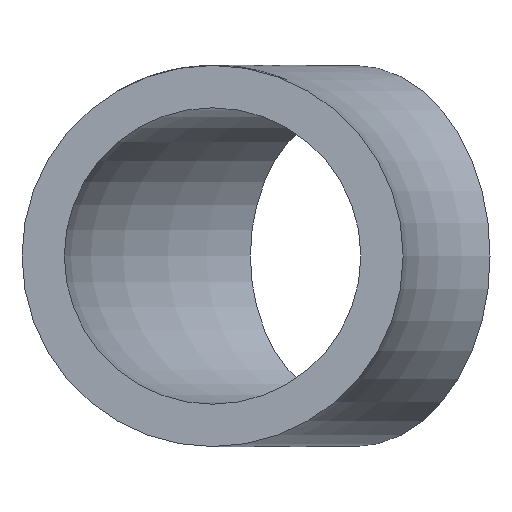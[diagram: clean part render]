
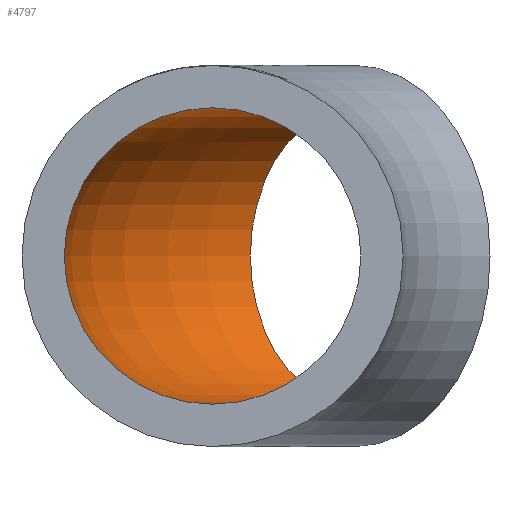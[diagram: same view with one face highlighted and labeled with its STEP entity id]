
A CAD part, front view. The second image highlights one B-rep face of the part: STEP entity #4797.
In plain terms, the highlighted toroidal (fillet/blend) face has major radius 23 mm and minor radius 7 mm.
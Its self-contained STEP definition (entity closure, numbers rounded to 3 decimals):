
#207 = DIRECTION ( 'NONE',  ( 0., 0., -1. ) ) ;
#551 = CARTESIAN_POINT ( 'NONE',  ( -21.213, 21.213, 0. ) ) ;
#933 = EDGE_LOOP ( 'NONE', ( #4176 ) ) ;
#1180 = FACE_OUTER_BOUND ( 'NONE', #933, .T. ) ;
#1679 = DIRECTION ( 'NONE',  ( 0., 0., 1. ) ) ;
#1814 = DIRECTION ( 'NONE',  ( 0.707, 0.707, 0. ) ) ;
#2462 = CARTESIAN_POINT ( 'NONE',  ( -23., 0., 0. ) ) ;
#2492 = EDGE_CURVE ( 'NONE', #4435, #4435, #12189, .T. ) ;
#4176 = ORIENTED_EDGE ( 'NONE', *, *, #8371, .T. ) ;
#4277 = TOROIDAL_SURFACE ( 'NONE', #10631, 23., 7. ) ;
#4435 = VERTEX_POINT ( 'NONE', #12263 ) ;
#4797 = ADVANCED_FACE ( 'NONE', ( #1180, #5312 ), #4277, .F. ) ;
#5195 = DIRECTION ( 'NONE',  ( -1., 0., 0. ) ) ;
#5312 = FACE_OUTER_BOUND ( 'NONE', #10154, .T. ) ;
#5328 = CIRCLE ( 'NONE', #5538, 7. ) ;
#5432 = ORIENTED_EDGE ( 'NONE', *, *, #2492, .F. ) ;
#5538 = AXIS2_PLACEMENT_3D ( 'NONE', #12606, #1814, #10792 ) ;
#6274 = CARTESIAN_POINT ( 'NONE',  ( 0., 0., 0. ) ) ;
#8273 = VERTEX_POINT ( 'NONE', #551 ) ;
#8371 = EDGE_CURVE ( 'NONE', #8273, #8273, #5328, .T. ) ;
#9920 = AXIS2_PLACEMENT_3D ( 'NONE', #2462, #10476, #1679 ) ;
#10154 = EDGE_LOOP ( 'NONE', ( #5432 ) ) ;
#10476 = DIRECTION ( 'NONE',  ( 0., 1., 0. ) ) ;
#10631 = AXIS2_PLACEMENT_3D ( 'NONE', #6274, #207, #5195 ) ;
#10792 = DIRECTION ( 'NONE',  ( -0.707, 0.707, 0. ) ) ;
#12189 = CIRCLE ( 'NONE', #9920, 7. ) ;
#12263 = CARTESIAN_POINT ( 'NONE',  ( -23., 0., 7. ) ) ;
#12606 = CARTESIAN_POINT ( 'NONE',  ( -16.263, 16.263, 0. ) ) ;
